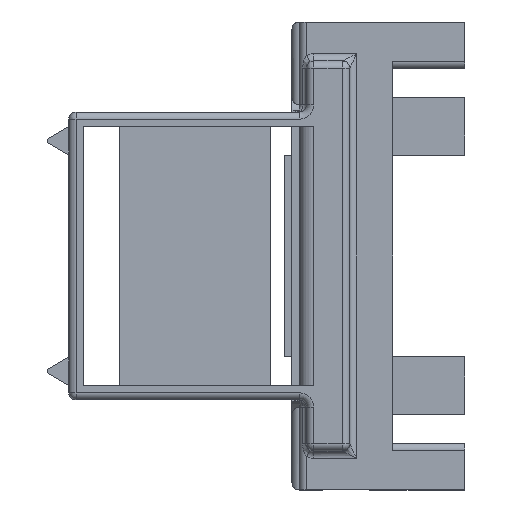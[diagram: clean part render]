
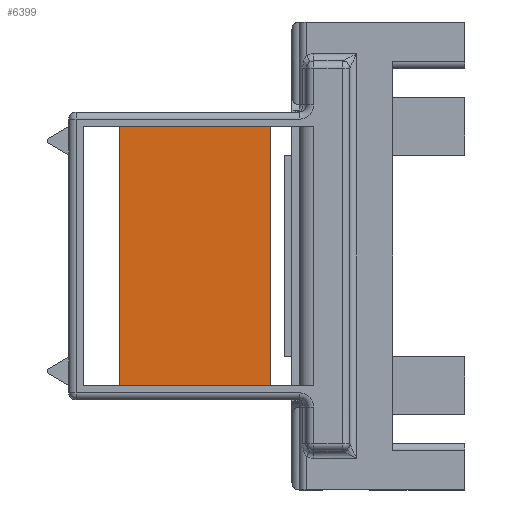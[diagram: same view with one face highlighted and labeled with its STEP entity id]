
A CAD part, left-side view. The second image highlights one B-rep face of the part: STEP entity #6399.
In plain terms, the highlighted planar face has unit normal (-1, 0, 0).
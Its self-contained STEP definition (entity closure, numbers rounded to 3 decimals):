
#359 = CARTESIAN_POINT ( 'NONE',  ( -45., 4., -19. ) ) ;
#420 = DIRECTION ( 'NONE',  ( 0., -1., 0. ) ) ;
#975 = VECTOR ( 'NONE', #420, 1000. ) ;
#1042 = EDGE_CURVE ( 'NONE', #4669, #6173, #7990, .T. ) ;
#1444 = CARTESIAN_POINT ( 'NONE',  ( -45., 4., -18. ) ) ;
#1887 = EDGE_CURVE ( 'NONE', #5273, #6173, #5539, .T. ) ;
#2122 = DIRECTION ( 'NONE',  ( 0., 0., 1. ) ) ;
#2167 = CARTESIAN_POINT ( 'NONE',  ( -45., 32., 18. ) ) ;
#3169 = VECTOR ( 'NONE', #10661, 1000. ) ;
#3272 = VECTOR ( 'NONE', #4756, 1000. ) ;
#3434 = EDGE_CURVE ( 'NONE', #4237, #4669, #8937, .T. ) ;
#3904 = CARTESIAN_POINT ( 'NONE',  ( -45., 32., -18. ) ) ;
#4081 = CARTESIAN_POINT ( 'NONE',  ( -45., 4., 18. ) ) ;
#4237 = VERTEX_POINT ( 'NONE', #10914 ) ;
#4669 = VERTEX_POINT ( 'NONE', #1444 ) ;
#4683 = DIRECTION ( 'NONE',  ( 1., 0., 0. ) ) ;
#4756 = DIRECTION ( 'NONE',  ( 0., -1., 0. ) ) ;
#5273 = VERTEX_POINT ( 'NONE', #9761 ) ;
#5314 = DIRECTION ( 'NONE',  ( 0., 0., -1. ) ) ;
#5333 = ORIENTED_EDGE ( 'NONE', *, *, #1887, .F. ) ;
#5539 = LINE ( 'NONE', #2167, #3272 ) ;
#5731 = ORIENTED_EDGE ( 'NONE', *, *, #8433, .F. ) ;
#6173 = VERTEX_POINT ( 'NONE', #4081 ) ;
#6174 = ORIENTED_EDGE ( 'NONE', *, *, #1042, .T. ) ;
#6399 = ADVANCED_FACE ( 'NONE', ( #9776 ), #8043, .F. ) ;
#6893 = VECTOR ( 'NONE', #2122, 1000. ) ;
#7164 = LINE ( 'NONE', #9794, #6893 ) ;
#7990 = LINE ( 'NONE', #359, #3169 ) ;
#8043 = PLANE ( 'NONE',  #8506 ) ;
#8195 = EDGE_LOOP ( 'NONE', ( #10548, #6174, #5333, #5731 ) ) ;
#8433 = EDGE_CURVE ( 'NONE', #4237, #5273, #7164, .T. ) ;
#8506 = AXIS2_PLACEMENT_3D ( 'NONE', #10377, #4683, #5314 ) ;
#8937 = LINE ( 'NONE', #3904, #975 ) ;
#9761 = CARTESIAN_POINT ( 'NONE',  ( -45., 25., 18. ) ) ;
#9776 = FACE_OUTER_BOUND ( 'NONE', #8195, .T. ) ;
#9794 = CARTESIAN_POINT ( 'NONE',  ( -45., 25., 0. ) ) ;
#10377 = CARTESIAN_POINT ( 'NONE',  ( -45., 25., 0. ) ) ;
#10548 = ORIENTED_EDGE ( 'NONE', *, *, #3434, .T. ) ;
#10661 = DIRECTION ( 'NONE',  ( 0., 0., 1. ) ) ;
#10914 = CARTESIAN_POINT ( 'NONE',  ( -45., 25., -18. ) ) ;
